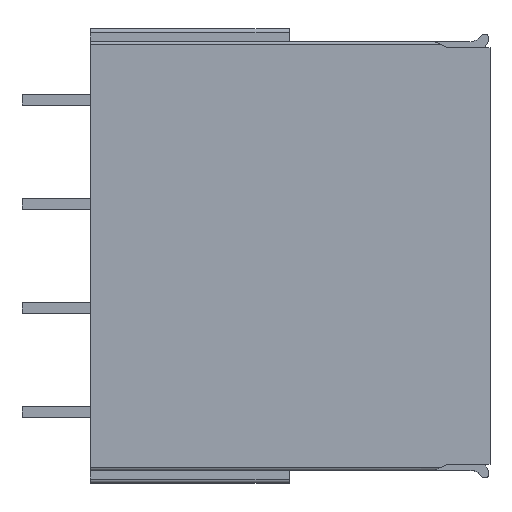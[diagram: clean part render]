
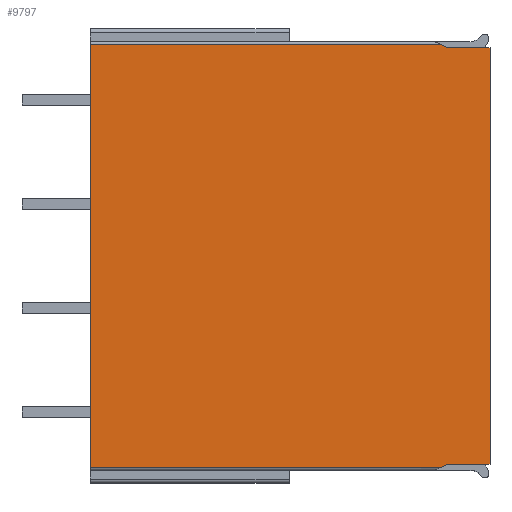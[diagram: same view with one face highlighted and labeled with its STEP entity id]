
A CAD part, top view. The second image highlights one B-rep face of the part: STEP entity #9797.
In plain terms, the highlighted planar face has unit normal (0, 0, 1).
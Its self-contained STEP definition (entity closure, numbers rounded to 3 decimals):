
#847=DIRECTION('',(0.,1.,0.));
#848=VECTOR('',#847,30.48);
#849=CARTESIAN_POINT('',(14.625,1.4,7.145));
#850=LINE('',#849,#848);
#3201=DIRECTION('',(-0.907,0.421,0.));
#3202=VECTOR('',#3201,0.598);
#3203=CARTESIAN_POINT('',(11.525,31.88,7.145));
#3204=LINE('',#3203,#3202);
#3205=DIRECTION('',(-1.,0.,0.));
#3206=VECTOR('',#3205,3.1);
#3207=CARTESIAN_POINT('',(14.625,31.88,7.145));
#3208=LINE('',#3207,#3206);
#3209=DIRECTION('',(-1.,0.,0.));
#3210=VECTOR('',#3209,3.1);
#3211=CARTESIAN_POINT('',(14.625,1.4,7.145));
#3212=LINE('',#3211,#3210);
#3213=DIRECTION('',(-0.907,-0.421,0.));
#3214=VECTOR('',#3213,0.598);
#3215=CARTESIAN_POINT('',(11.525,1.4,7.145));
#3216=LINE('',#3215,#3214);
#3217=DIRECTION('',(1.,0.,0.));
#3218=VECTOR('',#3217,25.608);
#3219=CARTESIAN_POINT('',(-14.625,1.149,7.145));
#3220=LINE('',#3219,#3218);
#3221=DIRECTION('',(0.,1.,0.));
#3222=VECTOR('',#3221,30.983);
#3223=CARTESIAN_POINT('',(-14.625,1.149,7.145));
#3224=LINE('',#3223,#3222);
#3225=DIRECTION('',(1.,0.,0.));
#3226=VECTOR('',#3225,25.608);
#3227=CARTESIAN_POINT('',(-14.625,32.131,7.145));
#3228=LINE('',#3227,#3226);
#4749=CARTESIAN_POINT('',(14.625,1.4,7.145));
#4750=CARTESIAN_POINT('',(11.525,1.4,7.145));
#4751=VERTEX_POINT('',#4749);
#4752=VERTEX_POINT('',#4750);
#4811=CARTESIAN_POINT('',(10.983,1.149,7.145));
#4812=VERTEX_POINT('',#4811);
#4813=CARTESIAN_POINT('',(-14.625,1.149,7.145));
#4814=VERTEX_POINT('',#4813);
#4836=CARTESIAN_POINT('',(-14.625,32.131,7.145));
#4837=VERTEX_POINT('',#4836);
#4974=CARTESIAN_POINT('',(11.525,31.88,7.145));
#4976=VERTEX_POINT('',#4974);
#5036=CARTESIAN_POINT('',(10.983,32.131,7.145));
#5037=VERTEX_POINT('',#5036);
#5038=CARTESIAN_POINT('',(14.625,31.88,7.145));
#5039=VERTEX_POINT('',#5038);
#9778=CARTESIAN_POINT('',(-14.625,0.,7.145));
#9779=DIRECTION('',(0.,0.,1.));
#9780=DIRECTION('',(1.,0.,0.));
#9781=AXIS2_PLACEMENT_3D('',#9778,#9779,#9780);
#9782=PLANE('',#9781);
#9783=ORIENTED_EDGE('',*,*,#8710,.F.);
#9784=ORIENTED_EDGE('',*,*,#9773,.F.);
#9785=ORIENTED_EDGE('',*,*,#6186,.F.);
#9787=ORIENTED_EDGE('',*,*,#9786,.T.);
#9789=ORIENTED_EDGE('',*,*,#9788,.T.);
#9791=ORIENTED_EDGE('',*,*,#9790,.F.);
#9792=ORIENTED_EDGE('',*,*,#8537,.T.);
#9794=ORIENTED_EDGE('',*,*,#9793,.T.);
#9795=EDGE_LOOP('',(#9783,#9784,#9785,#9787,#9789,#9791,#9792,#9794));
#9796=FACE_OUTER_BOUND('',#9795,.F.);
#9797=ADVANCED_FACE('',(#9796),#9782,.T.);
#6186=EDGE_CURVE('',#4751,#5039,#850,.T.);
#8537=EDGE_CURVE('',#4814,#4837,#3224,.T.);
#8710=EDGE_CURVE('',#4976,#5037,#3204,.T.);
#9773=EDGE_CURVE('',#5039,#4976,#3208,.T.);
#9786=EDGE_CURVE('',#4751,#4752,#3212,.T.);
#9788=EDGE_CURVE('',#4752,#4812,#3216,.T.);
#9790=EDGE_CURVE('',#4814,#4812,#3220,.T.);
#9793=EDGE_CURVE('',#4837,#5037,#3228,.T.);
